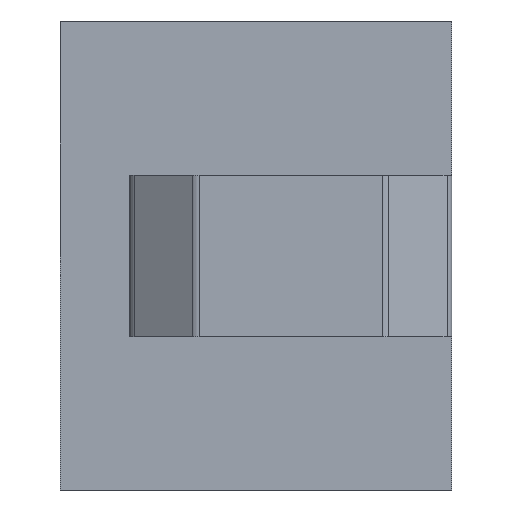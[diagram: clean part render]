
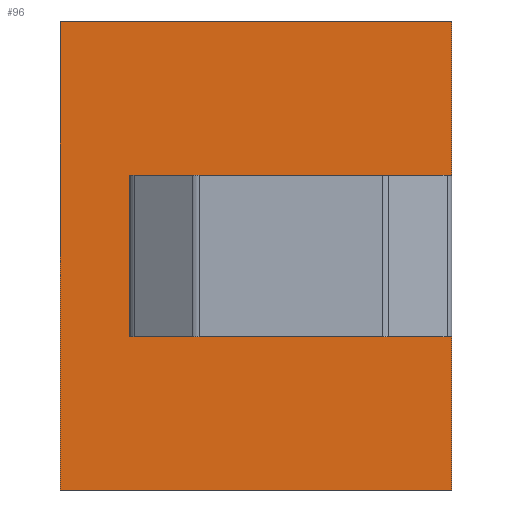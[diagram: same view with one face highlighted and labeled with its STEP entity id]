
A CAD part, front view. The second image highlights one B-rep face of the part: STEP entity #96.
In plain terms, the highlighted planar face has unit normal (0, -1, 0).
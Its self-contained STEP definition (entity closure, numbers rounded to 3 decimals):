
#19 = EDGE_CURVE ( 'NONE', #231, #240, #939, .T. ) ;
#20 = EDGE_CURVE ( 'NONE', #240, #306, #941, .T. ) ;
#32 = EDGE_CURVE ( 'NONE', #306, #222, #963, .T. ) ;
#36 = EDGE_CURVE ( 'NONE', #237, #293, #973, .T. ) ;
#39 = EDGE_CURVE ( 'NONE', #293, #323, #978, .T. ) ;
#41 = EDGE_CURVE ( 'NONE', #228, #237, #984, .T. ) ;
#42 = EDGE_CURVE ( 'NONE', #323, #228, #982, .T. ) ;
#96 = ADVANCED_FACE ( 'NONE', ( #700, #705 ), #532, .T. ) ;
#198 = AXIS2_PLACEMENT_3D ( 'NONE', #533, #534, #535 ) ;
#222 = VERTEX_POINT ( 'NONE', #577 ) ;
#228 = VERTEX_POINT ( 'NONE', #582 ) ;
#231 = VERTEX_POINT ( 'NONE', #584 ) ;
#237 = VERTEX_POINT ( 'NONE', #588 ) ;
#240 = VERTEX_POINT ( 'NONE', #591 ) ;
#277 = CARTESIAN_POINT ( 'NONE',  ( 0., 0., -10.15 ) ) ;
#280 = DIRECTION ( 'NONE',  ( -1., 0., 0. ) ) ;
#285 = DIRECTION ( 'NONE',  ( 0., 0., -1. ) ) ;
#289 = CARTESIAN_POINT ( 'NONE',  ( 8.5, 0., 0. ) ) ;
#293 = VERTEX_POINT ( 'NONE', #598 ) ;
#306 = VERTEX_POINT ( 'NONE', #611 ) ;
#323 = VERTEX_POINT ( 'NONE', #628 ) ;
#348 = CARTESIAN_POINT ( 'NONE',  ( 17., 0., -10.15 ) ) ;
#349 = DIRECTION ( 'NONE',  ( 0., 0., 1. ) ) ;
#477 = CARTESIAN_POINT ( 'NONE',  ( 8.5, 0., -20.3 ) ) ;
#478 = DIRECTION ( 'NONE',  ( 1., 0., 0. ) ) ;
#485 = CARTESIAN_POINT ( 'NONE',  ( 26.5, 0., -6.65 ) ) ;
#486 = DIRECTION ( 'NONE',  ( 0., 1., 0. ) ) ;
#487 = DIRECTION ( 'NONE',  ( -1., 0., 0. ) ) ;
#492 = CARTESIAN_POINT ( 'NONE',  ( 8.5, 0., -6.65 ) ) ;
#493 = DIRECTION ( 'NONE',  ( 1., 0., 0. ) ) ;
#496 = CARTESIAN_POINT ( 'NONE',  ( 8.5, 0., -13.65 ) ) ;
#497 = DIRECTION ( 'NONE',  ( -1., 0., 0. ) ) ;
#498 = CARTESIAN_POINT ( 'NONE',  ( -6.5, 0., -13.65 ) ) ;
#499 = DIRECTION ( 'NONE',  ( 0., 1., 0. ) ) ;
#500 = DIRECTION ( 'NONE',  ( -1., 0., 0. ) ) ;
#532 = PLANE ( 'NONE',  #198 ) ;
#533 = CARTESIAN_POINT ( 'NONE',  ( 0., 0., 0. ) ) ;
#534 = DIRECTION ( 'NONE',  ( 0., -1., 0. ) ) ;
#535 = DIRECTION ( 'NONE',  ( 0., 0., -1. ) ) ;
#577 = CARTESIAN_POINT ( 'NONE',  ( 17., 0., -20.3 ) ) ;
#582 = CARTESIAN_POINT ( 'NONE',  ( 13.5, 0., -13.65 ) ) ;
#584 = CARTESIAN_POINT ( 'NONE',  ( 17., 0., 0. ) ) ;
#588 = CARTESIAN_POINT ( 'NONE',  ( 7.765, 0., -13.65 ) ) ;
#591 = CARTESIAN_POINT ( 'NONE',  ( 0., 0., 0. ) ) ;
#598 = CARTESIAN_POINT ( 'NONE',  ( 6.5, 0., -6.65 ) ) ;
#611 = CARTESIAN_POINT ( 'NONE',  ( 0., 0., -20.3 ) ) ;
#628 = CARTESIAN_POINT ( 'NONE',  ( 12.235, 0., -6.65 ) ) ;
#649 = AXIS2_PLACEMENT_3D ( 'NONE', #498, #499, #500 ) ;
#650 = AXIS2_PLACEMENT_3D ( 'NONE', #485, #486, #487 ) ;
#673 = EDGE_CURVE ( 'NONE', #222, #231, #745, .T. ) ;
#700 = FACE_BOUND ( 'NONE', #1000, .T. ) ;
#705 = FACE_OUTER_BOUND ( 'NONE', #992, .T. ) ;
#744 = VECTOR ( 'NONE', #349, 1000. ) ;
#745 = LINE ( 'NONE', #348, #744 ) ;
#877 = ORIENTED_EDGE ( 'NONE', *, *, #42, .T. ) ;
#878 = ORIENTED_EDGE ( 'NONE', *, *, #41, .T. ) ;
#879 = ORIENTED_EDGE ( 'NONE', *, *, #36, .T. ) ;
#880 = ORIENTED_EDGE ( 'NONE', *, *, #39, .T. ) ;
#881 = ORIENTED_EDGE ( 'NONE', *, *, #673, .T. ) ;
#882 = ORIENTED_EDGE ( 'NONE', *, *, #19, .T. ) ;
#883 = ORIENTED_EDGE ( 'NONE', *, *, #20, .T. ) ;
#884 = ORIENTED_EDGE ( 'NONE', *, *, #32, .T. ) ;
#939 = LINE ( 'NONE', #289, #940 ) ;
#940 = VECTOR ( 'NONE', #280, 1000. ) ;
#941 = LINE ( 'NONE', #277, #942 ) ;
#942 = VECTOR ( 'NONE', #285, 1000. ) ;
#963 = LINE ( 'NONE', #477, #965 ) ;
#965 = VECTOR ( 'NONE', #478, 1000. ) ;
#973 = CIRCLE ( 'NONE', #650, 20. ) ;
#978 = LINE ( 'NONE', #492, #979 ) ;
#979 = VECTOR ( 'NONE', #493, 1000. ) ;
#982 = CIRCLE ( 'NONE', #649, 20. ) ;
#984 = LINE ( 'NONE', #496, #985 ) ;
#985 = VECTOR ( 'NONE', #497, 1000. ) ;
#992 = EDGE_LOOP ( 'NONE', ( #881, #882, #883, #884 ) ) ;
#1000 = EDGE_LOOP ( 'NONE', ( #877, #878, #879, #880 ) ) ;
